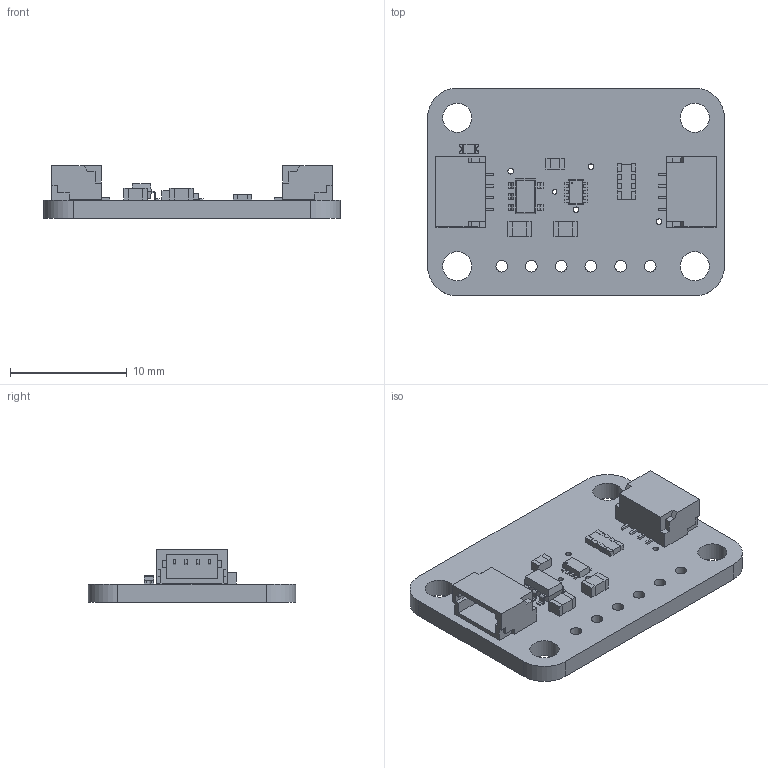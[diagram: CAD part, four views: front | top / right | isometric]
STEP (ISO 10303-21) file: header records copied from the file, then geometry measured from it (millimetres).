
FILE_DESCRIPTION(/* description */ (''),/* implementation_level */ '2;1');
FILE_NAME(/* name */ 'CAD.step',/* time_stamp */ '2025-05-22T14:17:54-04:00',/* author */ (''),/* organization */ (''),/* preprocessor_version */ 'ST-DEVELOPER v20.1',/* originating_system */ 'Autodesk Translation Framework v14.10.0.0',/* authorisation */ '');
FILE_SCHEMA (('AUTOMOTIVE_DESIGN { 1 0 10303 214 3 1 1 }'));
Length unit declared in the file: millimetre
Products named in the file (9): PCB Component; Board; 10uF; AP2127K-3.3; 0.1uF; 10K Pack; STEMMA_I2C_QT; GREEN; OPT4048
Assembly tree (10 placements, depth 2):
  PCB Component
    Board
    10uF  x2
    AP2127K-3.3
    0.1uF
    10K Pack
    STEMMA_I2C_QT  x2
    GREEN
    OPT4048
Bounding box: 25.4 x 17.78 x 4.53 mm (x, y, z)
Volume: 763.4 mm3; surface area: 1499.5 mm2
Topology: 23 solids, 23 shells, 545 faces, 1446 edges, 958 vertices
Faces by surface type: plane 487, cylinder 54, bspline 4
Full cylindrical faces by diameter (mm): 0.13 x2, 0.4 x4, 0.483 x10, 1 x6, 2.5 x4
Entity records: 14245 total; most frequent: CARTESIAN_POINT 2467, ORIENTED_EDGE 2332, DIRECTION 2196, EDGE_CURVE 1166, LINE 1050, VECTOR 1050, VERTEX_POINT 772, AXIS2_PLACEMENT_3D 573
